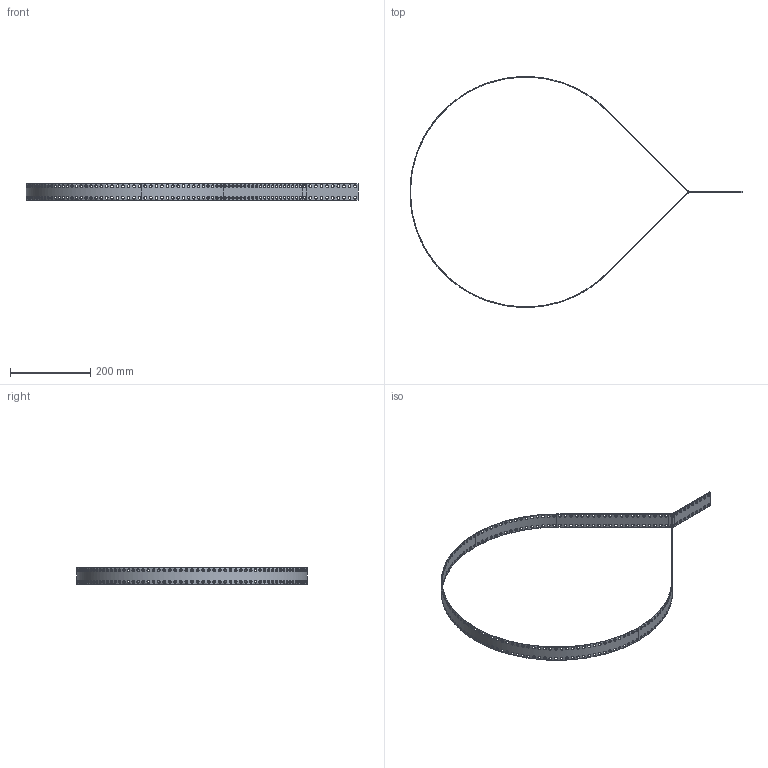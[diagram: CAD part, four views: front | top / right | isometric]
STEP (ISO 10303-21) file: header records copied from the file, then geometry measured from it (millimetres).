
FILE_DESCRIPTION(/* description */ (''),/* implementation_level */ '2;1');
FILE_NAME(/* name */ '',/* time_stamp */ '2023-05-18T15:13:32+03:00',/* author */ ('Ртищев А.О.'),/* organization */ (''),/* preprocessor_version */ 'ST-DEVELOPER v19.2',/* originating_system */ 'Autodesk Inventor 2023',/* authorisation */ '');
FILE_SCHEMA (('AUTOMOTIVE_DESIGN { 1 0 10303 214 3 1 1 }'));
Products named in the file (1): Полоса для 
трубы-04
Bounding box: 828.76 x 576 x 40 mm (x, y, z)
Volume: 75667.3 mm3; surface area: 162849.9 mm2
Topology: 1 solids, 1 shells, 360 faces, 1034 edges, 676 vertices
Faces by surface type: bspline 198, cylinder 126, plane 36
Full cylindrical faces by diameter (mm): 7 x116
Entity records: 111795 total; most frequent: CARTESIAN_POINT 101863, ORIENTED_EDGE 2068, DIRECTION 1216, EDGE_CURVE 1034, EDGE_LOOP 988, VERTEX_POINT 676, FACE_BOUND 628, AXIS2_PLACEMENT_3D 415
